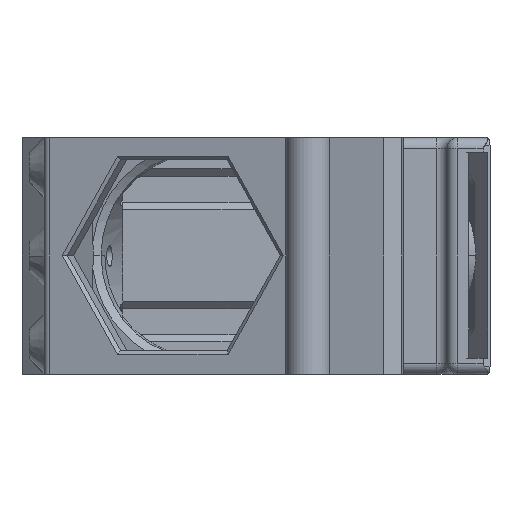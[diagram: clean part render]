
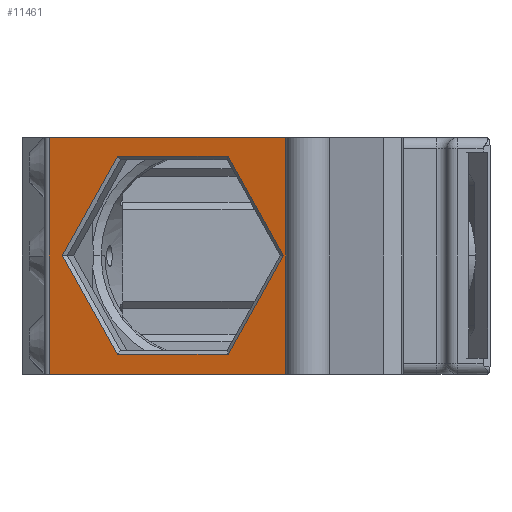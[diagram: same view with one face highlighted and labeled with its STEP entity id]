
A CAD part, left-side view. The second image highlights one B-rep face of the part: STEP entity #11461.
In plain terms, the highlighted planar face has unit normal (-0.966, 0.259, 0).
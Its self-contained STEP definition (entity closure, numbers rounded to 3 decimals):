
#731=DIRECTION('',(-0.259,-0.966,0.));
#732=VECTOR('',#731,33.497);
#733=CARTESIAN_POINT('',(1.636,43.195,-18.));
#734=LINE('',#733,#732);
#2427=DIRECTION('',(0.259,0.966,0.));
#2428=VECTOR('',#2427,33.497);
#2429=CARTESIAN_POINT('',(-7.034,10.84,-50.2));
#2430=LINE('',#2429,#2428);
#2813=DIRECTION('',(-0.259,-0.966,0.));
#2814=VECTOR('',#2813,15.588);
#2815=CARTESIAN_POINT('',(-0.848,33.925,-20.5));
#2816=LINE('',#2815,#2814);
#2817=DIRECTION('',(-0.129,-0.483,0.866));
#2818=VECTOR('',#2817,15.588);
#2819=CARTESIAN_POINT('',(1.169,41.454,-34.));
#2820=LINE('',#2819,#2818);
#2821=DIRECTION('',(0.129,0.483,0.866));
#2822=VECTOR('',#2821,15.588);
#2823=CARTESIAN_POINT('',(-0.848,33.925,-47.5));
#2824=LINE('',#2823,#2822);
#2825=DIRECTION('',(0.259,0.966,0.));
#2826=VECTOR('',#2825,15.588);
#2827=CARTESIAN_POINT('',(-4.883,18.868,-47.5));
#2828=LINE('',#2827,#2826);
#2829=DIRECTION('',(0.129,0.483,-0.866));
#2830=VECTOR('',#2829,15.588);
#2831=CARTESIAN_POINT('',(-6.9,11.339,-34.));
#2832=LINE('',#2831,#2830);
#2833=DIRECTION('',(-0.129,-0.483,-0.866));
#2834=VECTOR('',#2833,15.588);
#2835=CARTESIAN_POINT('',(-4.883,18.868,-20.5));
#2836=LINE('',#2835,#2834);
#2837=DIRECTION('',(0.,0.,-1.));
#2838=VECTOR('',#2837,32.2);
#2839=CARTESIAN_POINT('',(-7.034,10.84,-18.));
#2840=LINE('',#2839,#2838);
#2841=DIRECTION('',(0.,0.,-1.));
#2842=VECTOR('',#2841,32.2);
#2843=CARTESIAN_POINT('',(1.636,43.195,-18.));
#2844=LINE('',#2843,#2842);
#6192=CARTESIAN_POINT('',(-4.883,18.868,-20.5));
#6193=CARTESIAN_POINT('',(-6.9,11.339,-34.));
#6194=VERTEX_POINT('',#6192);
#6195=VERTEX_POINT('',#6193);
#6389=CARTESIAN_POINT('',(-0.848,33.925,-47.5));
#6390=CARTESIAN_POINT('',(1.169,41.454,-34.));
#6391=VERTEX_POINT('',#6389);
#6392=VERTEX_POINT('',#6390);
#6535=CARTESIAN_POINT('',(-4.883,18.868,-47.5));
#6536=VERTEX_POINT('',#6535);
#6834=CARTESIAN_POINT('',(-0.848,33.925,-20.5));
#6835=VERTEX_POINT('',#6834);
#6999=CARTESIAN_POINT('',(1.636,43.195,-50.2));
#7001=VERTEX_POINT('',#6999);
#7004=CARTESIAN_POINT('',(1.636,43.195,-18.));
#7006=VERTEX_POINT('',#7004);
#7348=CARTESIAN_POINT('',(-7.034,10.84,-18.));
#7349=CARTESIAN_POINT('',(-7.034,10.84,-50.2));
#7350=VERTEX_POINT('',#7348);
#7351=VERTEX_POINT('',#7349);
#11434=CARTESIAN_POINT('',(-9.273,2.485,-50.));
#11435=DIRECTION('',(0.966,-0.259,0.));
#11436=DIRECTION('',(0.259,0.966,0.));
#11437=AXIS2_PLACEMENT_3D('',#11434,#11435,#11436);
#11438=PLANE('',#11437);
#11440=ORIENTED_EDGE('',*,*,#11439,.T.);
#11441=ORIENTED_EDGE('',*,*,#10917,.T.);
#11443=ORIENTED_EDGE('',*,*,#11442,.F.);
#11444=ORIENTED_EDGE('',*,*,#8133,.T.);
#11445=EDGE_LOOP('',(#11440,#11441,#11443,#11444));
#11446=FACE_OUTER_BOUND('',#11445,.F.);
#11448=ORIENTED_EDGE('',*,*,#11447,.F.);
#11450=ORIENTED_EDGE('',*,*,#11449,.F.);
#11452=ORIENTED_EDGE('',*,*,#11451,.F.);
#11454=ORIENTED_EDGE('',*,*,#11453,.F.);
#11456=ORIENTED_EDGE('',*,*,#11455,.F.);
#11458=ORIENTED_EDGE('',*,*,#11457,.F.);
#11459=EDGE_LOOP('',(#11448,#11450,#11452,#11454,#11456,#11458));
#11460=FACE_BOUND('',#11459,.F.);
#8133=EDGE_CURVE('',#7006,#7350,#734,.T.);
#10917=EDGE_CURVE('',#7351,#7001,#2430,.T.);
#11439=EDGE_CURVE('',#7350,#7351,#2840,.T.);
#11442=EDGE_CURVE('',#7006,#7001,#2844,.T.);
#11447=EDGE_CURVE('',#6835,#6194,#2816,.T.);
#11449=EDGE_CURVE('',#6392,#6835,#2820,.T.);
#11451=EDGE_CURVE('',#6391,#6392,#2824,.T.);
#11453=EDGE_CURVE('',#6536,#6391,#2828,.T.);
#11455=EDGE_CURVE('',#6195,#6536,#2832,.T.);
#11457=EDGE_CURVE('',#6194,#6195,#2836,.T.);
#11461=ADVANCED_FACE('',(#11446,#11460),#11438,.F.);
